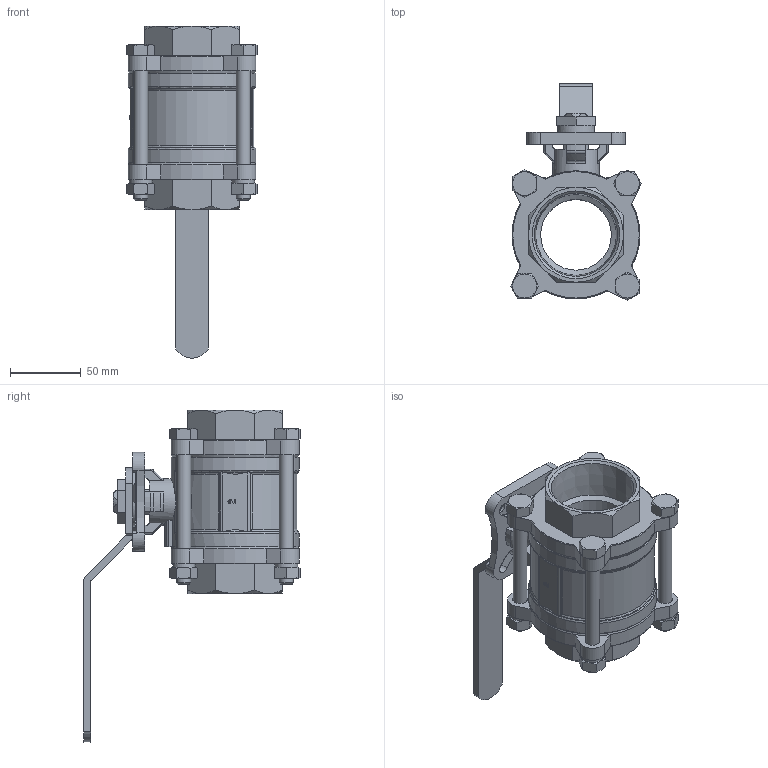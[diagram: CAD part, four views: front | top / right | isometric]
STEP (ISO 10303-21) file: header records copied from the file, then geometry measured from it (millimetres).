
FILE_DESCRIPTION(/* description */ ('STEP AP214'),/* implementation_level */ '2;1');
FILE_NAME(/* name */ '8096670_VZBE-2-T-63-T-2-F0507-M-V15V15',/* time_stamp */ '2024-09-18T02:15:11+02:00',/* author */ ('License CC BY-ND 4.0'),/* organization */ ('CADENAS'),/* preprocessor_version */ 'ST-DEVELOPER v19.3',/* originating_system */ 'PARTsolutions',/* authorisation */ ' ');
FILE_SCHEMA (('AUTOMOTIVE_DESIGN {1 0 10303 214 3 1 1}'));
Length unit declared in the file: millimetre
Products named in the file (4): 8096670 VZBE-2-T-63-T-2-F0507-M-V15V15; 4809122 VZBE-2-T-63-T-2-F0507-V15V15; 4895385 VAOH-F7-14-H9-A-22; VZBD-M20n
Assembly tree (3 placements, depth 2):
  8096670 VZBE-2-T-63-T-2-F0507-M-V15V15
    4809122 VZBE-2-T-63-T-2-F0507-V15V15
    4895385 VAOH-F7-14-H9-A-22
    VZBD-M20n
Bounding box: 92.11 x 153.05 x 234.95 mm (x, y, z)
Volume: 545793 mm3; surface area: 117845.7 mm2
Topology: 3 solids, 3 shells, 495 faces, 1263 edges, 796 vertices
Faces by surface type: plane 212, cone 141, cylinder 112, torus 30
Full cylindrical faces by diameter (mm): 8 x1, 10 x8, 10.5 x8, 16 x4, 17.294 x1, 33 x1, 36 x1, 50 x1, 90.5 x1
Entity records: 15164 total; most frequent: CARTESIAN_POINT 3680, ORIENTED_EDGE 2418, DIRECTION 2245, EDGE_CURVE 1209, AXIS2_PLACEMENT_3D 902, VERTEX_POINT 785, EDGE_LOOP 592, FACE_BOUND 592
